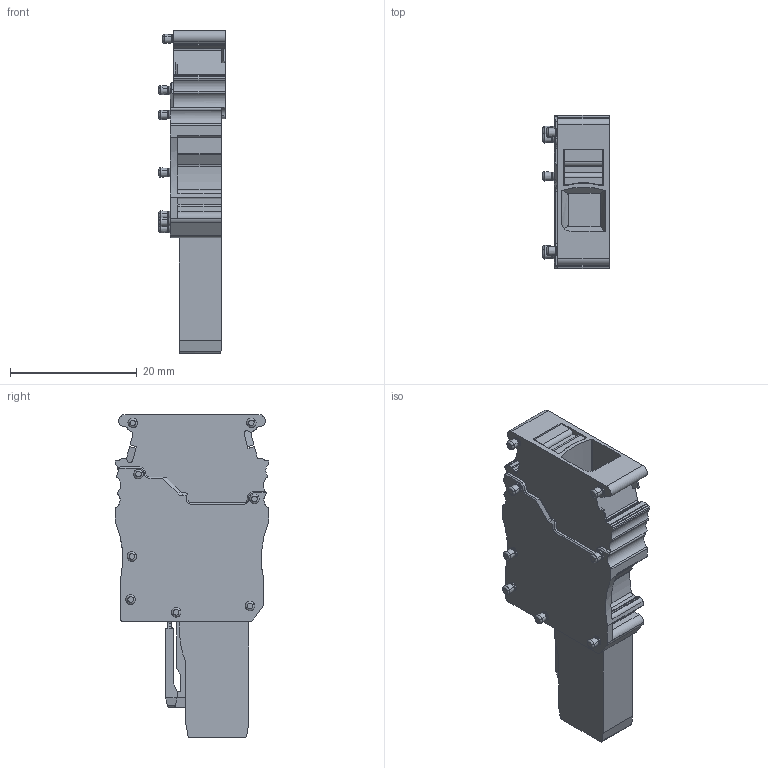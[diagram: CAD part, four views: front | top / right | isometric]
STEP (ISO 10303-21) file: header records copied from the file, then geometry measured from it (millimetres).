
FILE_DESCRIPTION(('CATIA V5 STEP Exchange','CAx-IF Rec.Pracs.--- Model Styling and Organization---1.4--- 2014-01-23'),'2;1');
FILE_NAME ('1235796-1_0', '2020-12-07T05:51:36+00:00', ('none'), ('Weidmueller'), 'CATIA Version 5-6 Release 2016 SP3 HF44', 'CATIA V5 STEP AP214', 'none');
FILE_SCHEMA(('AUTOMOTIVE_DESIGN { 1 0 10303 214 1 1 1 1 }'));
Length unit declared in the file: millimetre
Products named in the file (1): 2762360000
Bounding box: 10.47 x 24.3 x 50.95 mm (x, y, z)
Volume: 6049 mm3; surface area: 4891.4 mm2
Topology: 2 solids, 8 shells, 638 faces, 1630 edges, 1029 vertices
Faces by surface type: plane 257, cylinder 223, cone 90, torus 58, bspline 10
Entity records: 18873 total; most frequent: CARTESIAN_POINT 4433, ORIENTED_EDGE 3260, DIRECTION 2432, EDGE_CURVE 1630, VERTEX_POINT 1029, AXIS2_PLACEMENT_3D 1010, VECTOR 935, LINE 935
